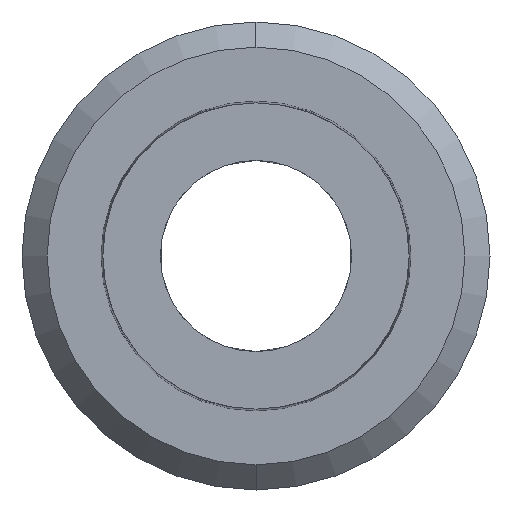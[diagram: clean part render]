
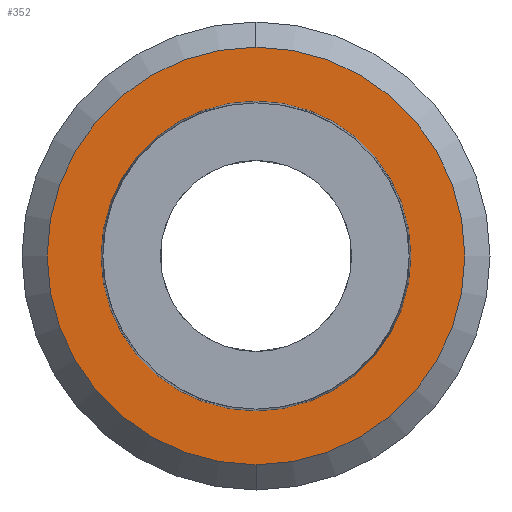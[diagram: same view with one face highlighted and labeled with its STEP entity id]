
A CAD part, left-side view. The second image highlights one B-rep face of the part: STEP entity #352.
In plain terms, the highlighted planar face has unit normal (-1, 0, 0).
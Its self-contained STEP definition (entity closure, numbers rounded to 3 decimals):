
#15 = ORIENTED_EDGE ( 'NONE', *, *, #85, .F. ) ;
#40 = EDGE_CURVE ( 'NONE', #99, #272, #58, .T. ) ;
#42 = EDGE_LOOP ( 'NONE', ( #344, #287 ) ) ;
#48 = DIRECTION ( 'NONE',  ( -1., 0., 0. ) ) ;
#58 = CIRCLE ( 'NONE', #233, 4.5 ) ;
#59 = CARTESIAN_POINT ( 'NONE',  ( 2.2, 0., 0. ) ) ;
#85 = EDGE_CURVE ( 'NONE', #286, #103, #215, .T. ) ;
#99 = VERTEX_POINT ( 'NONE', #299 ) ;
#100 = AXIS2_PLACEMENT_3D ( 'NONE', #262, #123, #207 ) ;
#103 = VERTEX_POINT ( 'NONE', #266 ) ;
#109 = CARTESIAN_POINT ( 'NONE',  ( 2.2, 0., 0. ) ) ;
#118 = DIRECTION ( 'NONE',  ( 0., 0., 1. ) ) ;
#123 = DIRECTION ( 'NONE',  ( -1., 0., 0. ) ) ;
#131 = ORIENTED_EDGE ( 'NONE', *, *, #308, .F. ) ;
#140 = CARTESIAN_POINT ( 'NONE',  ( 2.2, 0., -3.3 ) ) ;
#149 = DIRECTION ( 'NONE',  ( 0., 0., 1. ) ) ;
#155 = EDGE_CURVE ( 'NONE', #272, #99, #204, .T. ) ;
#161 = DIRECTION ( 'NONE',  ( -1., 0., 0. ) ) ;
#163 = CARTESIAN_POINT ( 'NONE',  ( 2.2, 0., 0. ) ) ;
#165 = DIRECTION ( 'NONE',  ( 1., 0., 0. ) ) ;
#171 = DIRECTION ( 'NONE',  ( 0., 0., -1. ) ) ;
#174 = EDGE_LOOP ( 'NONE', ( #15, #131 ) ) ;
#179 = DIRECTION ( 'NONE',  ( -1., 0., 0. ) ) ;
#183 = CARTESIAN_POINT ( 'NONE',  ( 2.2, 0., 3.338 ) ) ;
#187 = AXIS2_PLACEMENT_3D ( 'NONE', #59, #179, #118 ) ;
#204 = CIRCLE ( 'NONE', #187, 4.5 ) ;
#207 = DIRECTION ( 'NONE',  ( 0., 0., -1. ) ) ;
#215 = CIRCLE ( 'NONE', #100, 3.338 ) ;
#220 = PLANE ( 'NONE',  #293 ) ;
#233 = AXIS2_PLACEMENT_3D ( 'NONE', #109, #48, #149 ) ;
#243 = DIRECTION ( 'NONE',  ( 0., 0., -1. ) ) ;
#262 = CARTESIAN_POINT ( 'NONE',  ( 2.2, 0., 0. ) ) ;
#263 = CIRCLE ( 'NONE', #367, 3.338 ) ;
#266 = CARTESIAN_POINT ( 'NONE',  ( 2.2, 0., -3.338 ) ) ;
#272 = VERTEX_POINT ( 'NONE', #309 ) ;
#273 = FACE_OUTER_BOUND ( 'NONE', #42, .T. ) ;
#286 = VERTEX_POINT ( 'NONE', #183 ) ;
#287 = ORIENTED_EDGE ( 'NONE', *, *, #40, .T. ) ;
#293 = AXIS2_PLACEMENT_3D ( 'NONE', #140, #165, #171 ) ;
#299 = CARTESIAN_POINT ( 'NONE',  ( 2.2, 0., 4.5 ) ) ;
#308 = EDGE_CURVE ( 'NONE', #103, #286, #263, .T. ) ;
#309 = CARTESIAN_POINT ( 'NONE',  ( 2.2, 0., -4.5 ) ) ;
#317 = FACE_BOUND ( 'NONE', #174, .T. ) ;
#344 = ORIENTED_EDGE ( 'NONE', *, *, #155, .T. ) ;
#352 = ADVANCED_FACE ( 'NONE', ( #317, #273 ), #220, .F. ) ;
#367 = AXIS2_PLACEMENT_3D ( 'NONE', #163, #161, #243 ) ;
